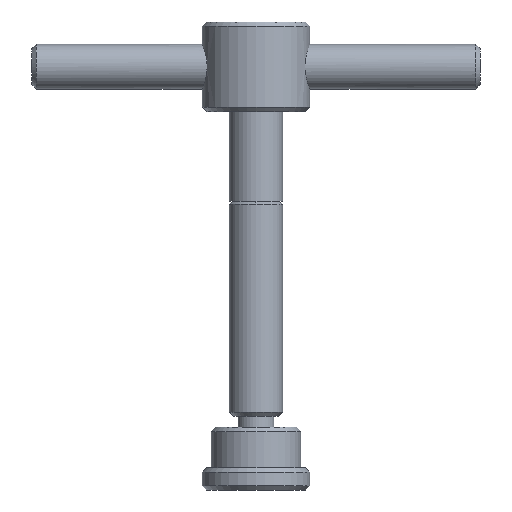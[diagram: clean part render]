
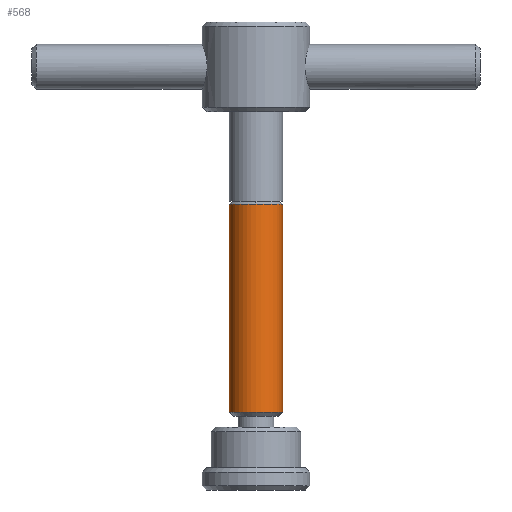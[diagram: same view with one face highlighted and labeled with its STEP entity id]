
A CAD part, front view. The second image highlights one B-rep face of the part: STEP entity #568.
In plain terms, the highlighted cylindrical face has radius 3 mm (diameter 6 mm), a partial arc.
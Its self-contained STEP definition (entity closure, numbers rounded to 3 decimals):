
#220=VERTEX_POINT('',#616);
#332=EDGE_CURVE('',#558,#356,#750,.T.);
#342=VERTEX_POINT('',#760);
#356=VERTEX_POINT('',#775);
#380=EDGE_CURVE('',#356,#220,#803,.T.);
#482=EDGE_CURVE('',#586,#342,#913,.T.);
#528=EDGE_CURVE('',#220,#586,#965,.T.);
#552=EDGE_CURVE('',#342,#558,#994,.T.);
#558=VERTEX_POINT('',#1000);
#568=ADVANCED_FACE('',(#1011),#1012,.T.);
#586=VERTEX_POINT('',#1030);
#616=CARTESIAN_POINT('',(-3.,0.,31.887));
#750=CIRCLE('',#1285,3.0);
#760=CARTESIAN_POINT('',(3.,0.,8.7));
#775=CARTESIAN_POINT('',(0.,-3.,31.887));
#803=CIRCLE('',#1348,3.0);
#913=CIRCLE('',#1529,3.0);
#965=LINE('',#1634,#1635);
#994=LINE('',#1668,#1669);
#1000=CARTESIAN_POINT('',(3.,0.,31.887));
#1011=FACE_OUTER_BOUND('',#1691,.T.);
#1012=CYLINDRICAL_SURFACE('',#1692,3.0);
#1030=CARTESIAN_POINT('',(-3.,0.,8.7));
#1285=AXIS2_PLACEMENT_3D('',#1943,#1944,#1945);
#1348=AXIS2_PLACEMENT_3D('',#2009,#2010,#2011);
#1529=AXIS2_PLACEMENT_3D('',#2123,#2124,#2125);
#1634=CARTESIAN_POINT('',(-3.,0.,25.45));
#1635=VECTOR('',#2183,1.0);
#1668=CARTESIAN_POINT('',(3.,0.,25.45));
#1669=VECTOR('',#2230,1.0);
#1691=EDGE_LOOP('',(#2250,#2251,#2252,#2253,#2254));
#1692=AXIS2_PLACEMENT_3D('',#2255,#2256,#2257);
#1943=CARTESIAN_POINT('',(0.,0.,31.887));
#1944=DIRECTION('',(0.,0.,-1.0));
#1945=DIRECTION('',(1.0,0.,0.));
#2009=CARTESIAN_POINT('',(0.,0.,31.887));
#2010=DIRECTION('',(0.,0.,-1.0));
#2011=DIRECTION('',(1.0,0.,0.));
#2123=CARTESIAN_POINT('',(0.,0.,8.7));
#2124=DIRECTION('',(0.,0.,1.0));
#2125=DIRECTION('',(1.0,0.,0.));
#2183=DIRECTION('',(0.,0.,-1.0));
#2230=DIRECTION('',(0.,0.,1.0));
#2250=ORIENTED_EDGE('',*,*,#552,.T.);
#2251=ORIENTED_EDGE('',*,*,#332,.T.);
#2252=ORIENTED_EDGE('',*,*,#380,.T.);
#2253=ORIENTED_EDGE('',*,*,#528,.T.);
#2254=ORIENTED_EDGE('',*,*,#482,.T.);
#2255=CARTESIAN_POINT('',(0.,0.,25.45));
#2256=DIRECTION('',(0.,0.,-1.0));
#2257=DIRECTION('',(1.0,0.,0.));
